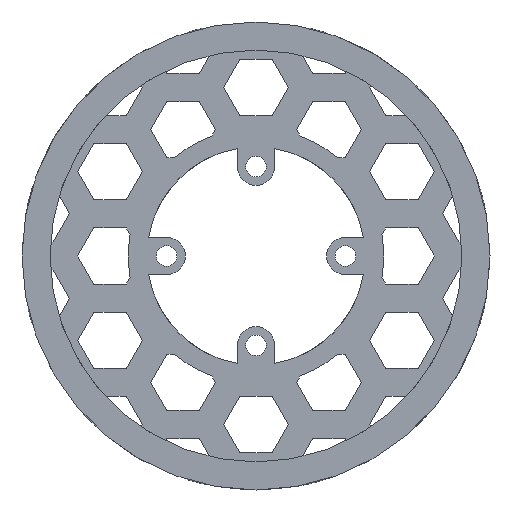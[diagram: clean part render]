
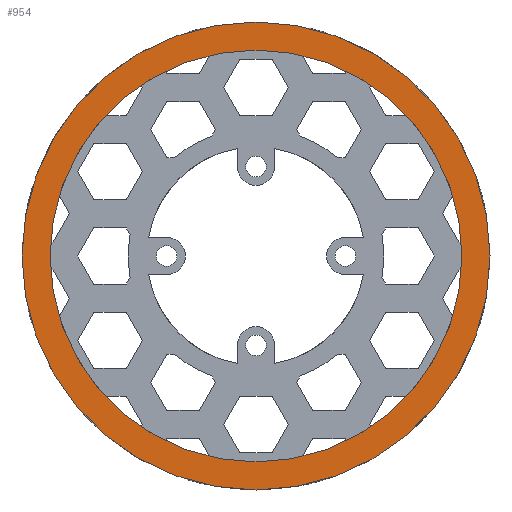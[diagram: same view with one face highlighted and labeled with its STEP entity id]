
A CAD part, front view. The second image highlights one B-rep face of the part: STEP entity #954.
In plain terms, the highlighted planar face has unit normal (0, -1, 0).
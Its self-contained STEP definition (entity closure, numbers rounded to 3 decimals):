
#188 = FACE_BOUND ( 'NONE', #36345, .T. ) ;
#578 = ORIENTED_EDGE ( 'NONE', *, *, #37433, .T. ) ;
#816 = DIRECTION ( 'NONE',  ( 0., 1., 0. ) ) ;
#954 = ADVANCED_FACE ( 'NONE', ( #22492, #188 ), #6106, .F. ) ;
#2651 = DIRECTION ( 'NONE',  ( 0., 0., 1. ) ) ;
#3407 = CIRCLE ( 'NONE', #24695, 50. ) ;
#5336 = EDGE_CURVE ( 'NONE', #26667, #23417, #3407, .T. ) ;
#6106 = PLANE ( 'NONE',  #33688 ) ;
#6343 = DIRECTION ( 'NONE',  ( 0., 0., 1. ) ) ;
#9092 = CARTESIAN_POINT ( 'NONE',  ( 0., 0., -44. ) ) ;
#9299 = DIRECTION ( 'NONE',  ( 0., 1., 0. ) ) ;
#11258 = DIRECTION ( 'NONE',  ( 0., 1., 0. ) ) ;
#11467 = EDGE_CURVE ( 'NONE', #23417, #26667, #35013, .T. ) ;
#13294 = EDGE_CURVE ( 'NONE', #19071, #22764, #28461, .T. ) ;
#13353 = CARTESIAN_POINT ( 'NONE',  ( 0., 0., 50. ) ) ;
#14606 = CARTESIAN_POINT ( 'NONE',  ( 0., 0., 44. ) ) ;
#15000 = CARTESIAN_POINT ( 'NONE',  ( 0., 0., 0. ) ) ;
#15282 = CARTESIAN_POINT ( 'NONE',  ( 0., 0., 0. ) ) ;
#15403 = DIRECTION ( 'NONE',  ( 0., 1., 0. ) ) ;
#17507 = CARTESIAN_POINT ( 'NONE',  ( 0., 0., 0. ) ) ;
#19071 = VERTEX_POINT ( 'NONE', #9092 ) ;
#19946 = AXIS2_PLACEMENT_3D ( 'NONE', #25731, #11258, #31630 ) ;
#19972 = AXIS2_PLACEMENT_3D ( 'NONE', #37467, #20157, #2651 ) ;
#20157 = DIRECTION ( 'NONE',  ( 0., 1., 0. ) ) ;
#20993 = ORIENTED_EDGE ( 'NONE', *, *, #5336, .F. ) ;
#22492 = FACE_OUTER_BOUND ( 'NONE', #23015, .T. ) ;
#22764 = VERTEX_POINT ( 'NONE', #14606 ) ;
#23015 = EDGE_LOOP ( 'NONE', ( #20993, #25768 ) ) ;
#23417 = VERTEX_POINT ( 'NONE', #13353 ) ;
#24695 = AXIS2_PLACEMENT_3D ( 'NONE', #15282, #816, #6343 ) ;
#25343 = ORIENTED_EDGE ( 'NONE', *, *, #13294, .T. ) ;
#25731 = CARTESIAN_POINT ( 'NONE',  ( 0., 0., 0. ) ) ;
#25768 = ORIENTED_EDGE ( 'NONE', *, *, #11467, .F. ) ;
#26431 = DIRECTION ( 'NONE',  ( 0., 0., 1. ) ) ;
#26518 = AXIS2_PLACEMENT_3D ( 'NONE', #15000, #9299, #26431 ) ;
#26667 = VERTEX_POINT ( 'NONE', #31699 ) ;
#28461 = CIRCLE ( 'NONE', #19946, 44. ) ;
#31630 = DIRECTION ( 'NONE',  ( 0., 0., 1. ) ) ;
#31699 = CARTESIAN_POINT ( 'NONE',  ( 0., 0., -50. ) ) ;
#33688 = AXIS2_PLACEMENT_3D ( 'NONE', #17507, #15403, #35393 ) ;
#35013 = CIRCLE ( 'NONE', #26518, 50. ) ;
#35191 = CIRCLE ( 'NONE', #19972, 44. ) ;
#35393 = DIRECTION ( 'NONE',  ( 0., 0., 1. ) ) ;
#36345 = EDGE_LOOP ( 'NONE', ( #578, #25343 ) ) ;
#37433 = EDGE_CURVE ( 'NONE', #22764, #19071, #35191, .T. ) ;
#37467 = CARTESIAN_POINT ( 'NONE',  ( 0., 0., 0. ) ) ;
